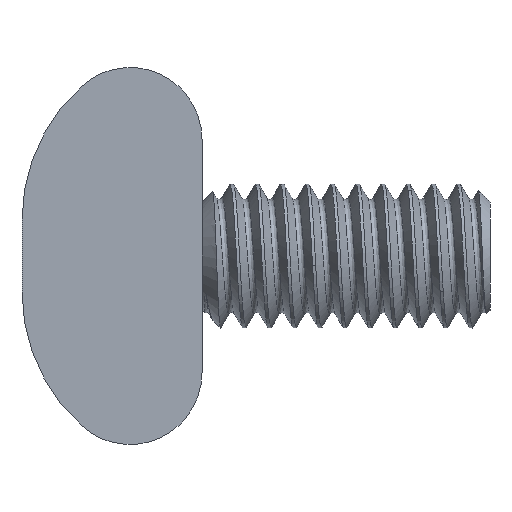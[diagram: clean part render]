
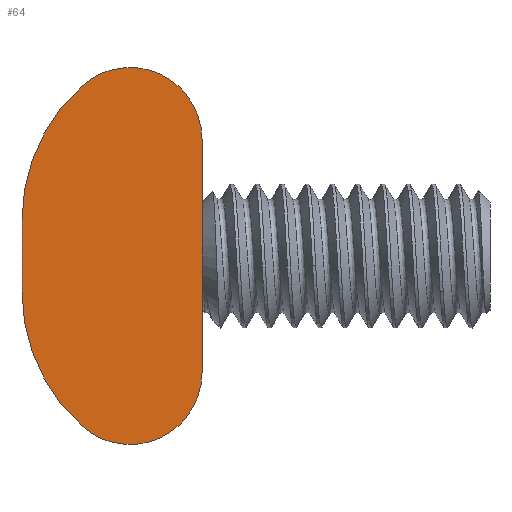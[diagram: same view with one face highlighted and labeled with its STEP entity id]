
A CAD part, front view. The second image highlights one B-rep face of the part: STEP entity #64.
In plain terms, the highlighted planar face has unit normal (0, -1, 0).
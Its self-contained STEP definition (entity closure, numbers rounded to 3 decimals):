
#64=ADVANCED_FACE('',(#6171),#6173,.T.);
#6171=FACE_BOUND('',#6172,.T.);
#6172=EDGE_LOOP('',(#6834,#6835,#6836,#6837,#6838,#6839));
#6173=PLANE('',#6174);
#6174=AXIS2_PLACEMENT_3D('',#6175,#6176,#6177);
#6175=CARTESIAN_POINT('',(0.,-2.,-6.));
#6176=DIRECTION('',(0.,-1.,0.));
#6177=DIRECTION('',(0.,0.,1.));
#6834=ORIENTED_EDGE('',*,*,#6936,.F.);
#6835=ORIENTED_EDGE('',*,*,#6908,.T.);
#6836=ORIENTED_EDGE('',*,*,#6937,.F.);
#6837=ORIENTED_EDGE('',*,*,#6938,.F.);
#6838=ORIENTED_EDGE('',*,*,#6939,.F.);
#6839=ORIENTED_EDGE('',*,*,#6940,.F.);
#6908=EDGE_CURVE('',#6967,#6971,#6973,.T.);
#6936=EDGE_CURVE('',#6967,#7024,#7025,.F.);
#6937=EDGE_CURVE('',#7026,#6971,#7027,.F.);
#6938=EDGE_CURVE('',#7028,#7026,#7029,.F.);
#6939=EDGE_CURVE('',#7030,#7028,#7031,.T.);
#6940=EDGE_CURVE('',#7024,#7030,#7032,.F.);
#6967=VERTEX_POINT('',#7184);
#6971=VERTEX_POINT('',#7192);
#6973=LINE('',#7196,#7197);
#7024=VERTEX_POINT('',#9449);
#7025=CIRCLE('',#9450,2.);
#7026=VERTEX_POINT('',#9454);
#7027=CIRCLE('',#9455,2.);
#7028=VERTEX_POINT('',#9459);
#7029=CIRCLE('',#9460,5.);
#7030=VERTEX_POINT('',#9464);
#7031=LINE('',#9465,#9466);
#7032=CIRCLE('',#9468,5.);
#7184=CARTESIAN_POINT('',(0.,-2.,-3.236));
#7192=CARTESIAN_POINT('',(0.,-2.,3.236));
#7196=CARTESIAN_POINT('',(0.,-2.,-3.236));
#7197=VECTOR('',#7198,1.);
#7198=DIRECTION('',(0.,0.,1.));
#9449=CARTESIAN_POINT('',(-3.333,-2.,-4.727));
#9450=AXIS2_PLACEMENT_3D('',#9451,#9452,#9453);
#9451=CARTESIAN_POINT('',(-2.,-2.,-3.236));
#9452=DIRECTION('',(0.,-1.,0.));
#9453=DIRECTION('',(-0.667,0.,-0.745));
#9454=CARTESIAN_POINT('',(-3.333,-2.,4.727));
#9455=AXIS2_PLACEMENT_3D('',#9456,#9457,#9458);
#9456=CARTESIAN_POINT('',(-2.,-2.,3.236));
#9457=DIRECTION('',(0.,-1.,0.));
#9458=DIRECTION('',(1.,0.,0.));
#9459=CARTESIAN_POINT('',(-5.,-2.,1.));
#9460=AXIS2_PLACEMENT_3D('',#9461,#9462,#9463);
#9461=CARTESIAN_POINT('',(0.,-2.,1.));
#9462=DIRECTION('',(0.,-1.,0.));
#9463=DIRECTION('',(-0.667,0.,0.745));
#9464=CARTESIAN_POINT('',(-5.,-2.,-1.));
#9465=CARTESIAN_POINT('',(-5.,-2.,-1.));
#9466=VECTOR('',#9467,1.);
#9467=DIRECTION('',(0.,0.,1.));
#9468=AXIS2_PLACEMENT_3D('',#9469,#9470,#9471);
#9469=CARTESIAN_POINT('',(0.,-2.,-1.));
#9470=DIRECTION('',(0.,-1.,0.));
#9471=DIRECTION('',(-1.,0.,0.));
